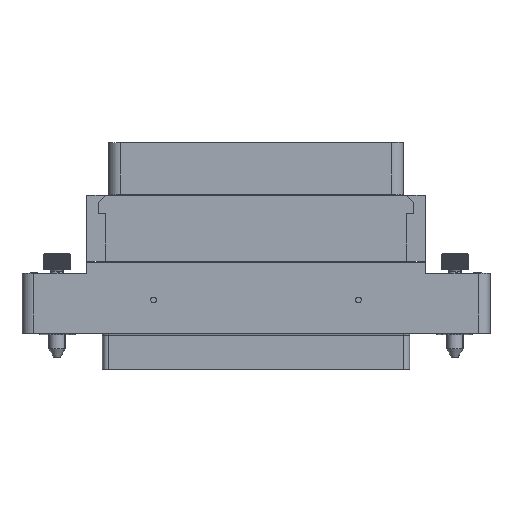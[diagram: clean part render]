
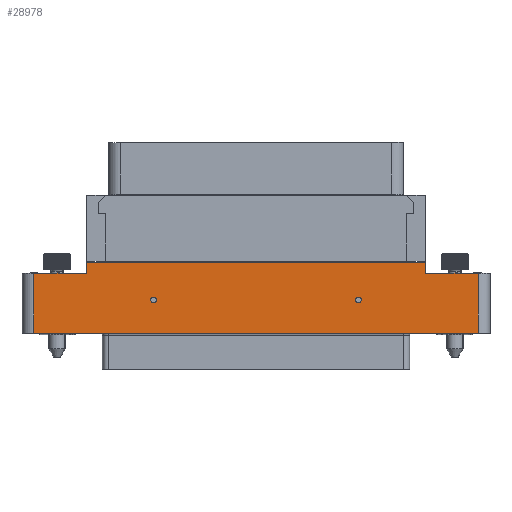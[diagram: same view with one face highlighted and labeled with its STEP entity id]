
A CAD part, top view. The second image highlights one B-rep face of the part: STEP entity #28978.
In plain terms, the highlighted planar face has unit normal (0, 0, 1).
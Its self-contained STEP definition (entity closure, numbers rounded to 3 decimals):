
#1623=DIRECTION('',(-1.,0.,0.));
#1624=VECTOR('',#1623,76.);
#1625=CARTESIAN_POINT('',(38.,0.,7.));
#1626=LINE('',#1625,#1624);
#1627=DIRECTION('',(1.,0.,0.));
#1628=VECTOR('',#1627,9.);
#1629=CARTESIAN_POINT('',(-38.,10.25,7.));
#1630=LINE('',#1629,#1628);
#1631=DIRECTION('',(0.,1.,0.));
#1632=VECTOR('',#1631,1.9);
#1633=CARTESIAN_POINT('',(-29.,10.25,7.));
#1634=LINE('',#1633,#1632);
#1635=DIRECTION('',(1.,0.,0.));
#1636=VECTOR('',#1635,58.);
#1637=CARTESIAN_POINT('',(-29.,12.15,7.));
#1638=LINE('',#1637,#1636);
#1639=DIRECTION('',(0.,-1.,0.));
#1640=VECTOR('',#1639,1.9);
#1641=CARTESIAN_POINT('',(29.,12.15,7.));
#1642=LINE('',#1641,#1640);
#1643=DIRECTION('',(1.,0.,0.));
#1644=VECTOR('',#1643,9.);
#1645=CARTESIAN_POINT('',(29.,10.25,7.));
#1646=LINE('',#1645,#1644);
#1647=CARTESIAN_POINT('',(-17.5,5.7,7.));
#1648=DIRECTION('',(0.,0.,-1.));
#1649=DIRECTION('',(-1.,0.,0.));
#1650=AXIS2_PLACEMENT_3D('',#1647,#1648,#1649);
#1652=CARTESIAN_POINT('',(-17.5,5.7,7.));
#1653=DIRECTION('',(0.,0.,-1.));
#1654=DIRECTION('',(1.,0.,0.));
#1655=AXIS2_PLACEMENT_3D('',#1652,#1653,#1654);
#1657=CARTESIAN_POINT('',(17.5,5.7,7.));
#1658=DIRECTION('',(0.,0.,-1.));
#1659=DIRECTION('',(-1.,0.,0.));
#1660=AXIS2_PLACEMENT_3D('',#1657,#1658,#1659);
#1662=CARTESIAN_POINT('',(17.5,5.7,7.));
#1663=DIRECTION('',(0.,0.,-1.));
#1664=DIRECTION('',(1.,0.,0.));
#1665=AXIS2_PLACEMENT_3D('',#1662,#1663,#1664);
#1667=DIRECTION('',(0.,1.,0.));
#1668=VECTOR('',#1667,10.25);
#1669=CARTESIAN_POINT('',(38.,0.,7.));
#1670=LINE('',#1669,#1668);
#2723=DIRECTION('',(0.,-1.,0.));
#2724=VECTOR('',#2723,10.25);
#2725=CARTESIAN_POINT('',(-38.,10.25,7.));
#2726=LINE('',#2725,#2724);
#22224=CARTESIAN_POINT('',(-29.,10.25,7.));
#22225=CARTESIAN_POINT('',(-29.,12.15,7.));
#22226=VERTEX_POINT('',#22224);
#22227=VERTEX_POINT('',#22225);
#22228=CARTESIAN_POINT('',(29.,12.15,7.));
#22229=VERTEX_POINT('',#22228);
#22230=CARTESIAN_POINT('',(29.,10.25,7.));
#22231=VERTEX_POINT('',#22230);
#22248=CARTESIAN_POINT('',(38.,0.,7.));
#22249=CARTESIAN_POINT('',(38.,10.25,7.));
#22250=VERTEX_POINT('',#22248);
#22251=VERTEX_POINT('',#22249);
#22256=CARTESIAN_POINT('',(-38.,10.25,7.));
#22257=CARTESIAN_POINT('',(-38.,0.,7.));
#22258=VERTEX_POINT('',#22256);
#22259=VERTEX_POINT('',#22257);
#24770=CARTESIAN_POINT('',(-18.,5.7,7.));
#24771=CARTESIAN_POINT('',(-17.,5.7,7.));
#24772=VERTEX_POINT('',#24770);
#24773=VERTEX_POINT('',#24771);
#24774=CARTESIAN_POINT('',(17.,5.7,7.));
#24775=CARTESIAN_POINT('',(18.,5.7,7.));
#24776=VERTEX_POINT('',#24774);
#24777=VERTEX_POINT('',#24775);
#28944=CARTESIAN_POINT('',(0.,0.,7.));
#28945=DIRECTION('',(0.,0.,-1.));
#28946=DIRECTION('',(-1.,0.,0.));
#28947=AXIS2_PLACEMENT_3D('',#28944,#28945,#28946);
#28948=PLANE('',#28947);
#28950=ORIENTED_EDGE('',*,*,#28949,.F.);
#28952=ORIENTED_EDGE('',*,*,#28951,.T.);
#28954=ORIENTED_EDGE('',*,*,#28953,.F.);
#28956=ORIENTED_EDGE('',*,*,#28955,.T.);
#28958=ORIENTED_EDGE('',*,*,#28957,.T.);
#28959=ORIENTED_EDGE('',*,*,#28916,.T.);
#28961=ORIENTED_EDGE('',*,*,#28960,.T.);
#28963=ORIENTED_EDGE('',*,*,#28962,.T.);
#28964=EDGE_LOOP('',(#28950,#28952,#28954,#28956,#28958,#28959,#28961,#28963));
#28965=FACE_OUTER_BOUND('',#28964,.F.);
#28967=ORIENTED_EDGE('',*,*,#28966,.F.);
#28969=ORIENTED_EDGE('',*,*,#28968,.F.);
#28970=EDGE_LOOP('',(#28967,#28969));
#28971=FACE_BOUND('',#28970,.F.);
#28973=ORIENTED_EDGE('',*,*,#28972,.F.);
#28975=ORIENTED_EDGE('',*,*,#28974,.F.);
#28976=EDGE_LOOP('',(#28973,#28975));
#28977=FACE_BOUND('',#28976,.F.);
#28978=ADVANCED_FACE('',(#28965,#28971,#28977),#28948,.F.);
#1651=CIRCLE('',#1650,0.5);
#1656=CIRCLE('',#1655,0.5);
#1661=CIRCLE('',#1660,0.5);
#1666=CIRCLE('',#1665,0.5);
#28916=EDGE_CURVE('',#22227,#22229,#1638,.T.);
#28949=EDGE_CURVE('',#22250,#22251,#1670,.T.);
#28951=EDGE_CURVE('',#22250,#22259,#1626,.T.);
#28953=EDGE_CURVE('',#22258,#22259,#2726,.T.);
#28955=EDGE_CURVE('',#22258,#22226,#1630,.T.);
#28957=EDGE_CURVE('',#22226,#22227,#1634,.T.);
#28960=EDGE_CURVE('',#22229,#22231,#1642,.T.);
#28962=EDGE_CURVE('',#22231,#22251,#1646,.T.);
#28966=EDGE_CURVE('',#24772,#24773,#1651,.T.);
#28968=EDGE_CURVE('',#24773,#24772,#1656,.T.);
#28972=EDGE_CURVE('',#24776,#24777,#1661,.T.);
#28974=EDGE_CURVE('',#24777,#24776,#1666,.T.);
